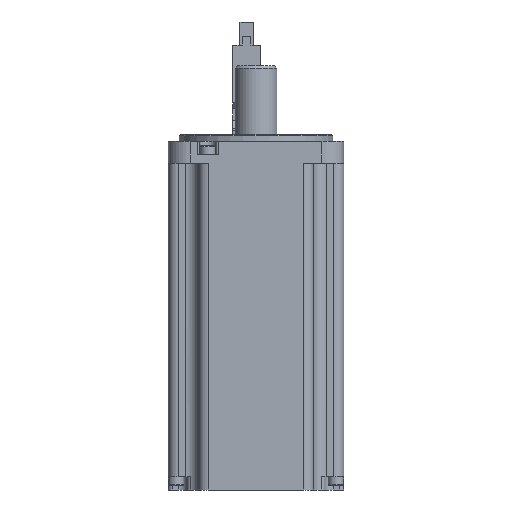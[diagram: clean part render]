
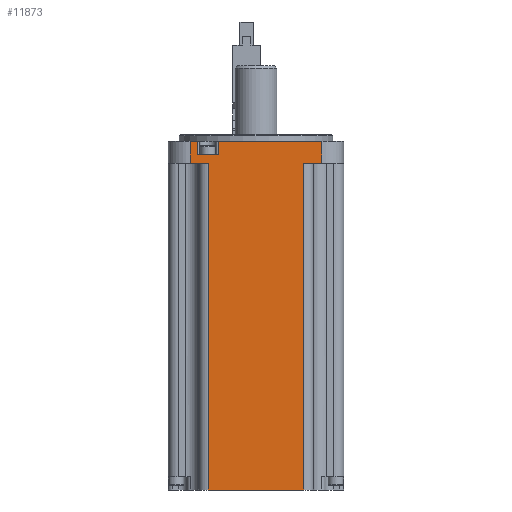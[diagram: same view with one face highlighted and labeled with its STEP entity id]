
A CAD part, front view. The second image highlights one B-rep face of the part: STEP entity #11873.
In plain terms, the highlighted planar face has unit normal (0, -1, 0).
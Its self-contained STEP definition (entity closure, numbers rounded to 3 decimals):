
#833=ORIENTED_EDGE('',*,*,#3232,.F.);
#834=ORIENTED_EDGE('',*,*,#3233,.T.);
#835=ORIENTED_EDGE('',*,*,#3209,.F.);
#836=ORIENTED_EDGE('',*,*,#3234,.T.);
#837=ORIENTED_EDGE('',*,*,#3235,.F.);
#838=ORIENTED_EDGE('',*,*,#3236,.F.);
#839=ORIENTED_EDGE('',*,*,#3237,.T.);
#840=ORIENTED_EDGE('',*,*,#3238,.T.);
#841=ORIENTED_EDGE('',*,*,#3239,.F.);
#842=ORIENTED_EDGE('',*,*,#3240,.F.);
#843=ORIENTED_EDGE('',*,*,#3215,.F.);
#844=ORIENTED_EDGE('',*,*,#3241,.F.);
#3209=EDGE_CURVE('',#4405,#4406,#5183,.T.);
#3215=EDGE_CURVE('',#4411,#4412,#5186,.T.);
#3232=EDGE_CURVE('',#4423,#4424,#5192,.T.);
#3233=EDGE_CURVE('',#4423,#4406,#5193,.T.);
#3234=EDGE_CURVE('',#4405,#4425,#5194,.T.);
#3235=EDGE_CURVE('',#4426,#4425,#5195,.T.);
#3236=EDGE_CURVE('',#4427,#4426,#5196,.T.);
#3237=EDGE_CURVE('',#4427,#4428,#5197,.T.);
#3238=EDGE_CURVE('',#4428,#4429,#5198,.T.);
#3239=EDGE_CURVE('',#4430,#4429,#5199,.T.);
#3240=EDGE_CURVE('',#4412,#4430,#5200,.T.);
#3241=EDGE_CURVE('',#4424,#4411,#5201,.T.);
#4405=VERTEX_POINT('',#16267);
#4406=VERTEX_POINT('',#16269);
#4411=VERTEX_POINT('',#16279);
#4412=VERTEX_POINT('',#16281);
#4423=VERTEX_POINT('',#16310);
#4424=VERTEX_POINT('',#16311);
#4425=VERTEX_POINT('',#16314);
#4426=VERTEX_POINT('',#16316);
#4427=VERTEX_POINT('',#16318);
#4428=VERTEX_POINT('',#16320);
#4429=VERTEX_POINT('',#16322);
#4430=VERTEX_POINT('',#16324);
#5183=LINE('',#16268,#6081);
#5186=LINE('',#16280,#6084);
#5192=LINE('',#16309,#6090);
#5193=LINE('',#16312,#6091);
#5194=LINE('',#16313,#6092);
#5195=LINE('',#16315,#6093);
#5196=LINE('',#16317,#6094);
#5197=LINE('',#16319,#6095);
#5198=LINE('',#16321,#6096);
#5199=LINE('',#16323,#6097);
#5200=LINE('',#16325,#6098);
#5201=LINE('',#16326,#6099);
#6081=VECTOR('',#13577,1000.);
#6084=VECTOR('',#13586,1000.);
#6090=VECTOR('',#13616,1000.);
#6091=VECTOR('',#13617,1000.);
#6092=VECTOR('',#13618,1000.);
#6093=VECTOR('',#13619,1000.);
#6094=VECTOR('',#13620,1000.);
#6095=VECTOR('',#13621,1000.);
#6096=VECTOR('',#13622,1000.);
#6097=VECTOR('',#13623,1000.);
#6098=VECTOR('',#13624,1000.);
#6099=VECTOR('',#13625,1000.);
#6834=EDGE_LOOP('',(#833,#834,#835,#836,#837,#838,#839,#840,#841,#842,#843,
#844));
#7458=FACE_BOUND('',#6834,.T.);
#8046=PLANE('',#12467);
#11873=ADVANCED_FACE('',(#7458),#8046,.T.);
#12467=AXIS2_PLACEMENT_3D('',#16308,#13614,#13615);
#13577=DIRECTION('',(1.,0.,0.));
#13586=DIRECTION('',(1.,0.,0.));
#13614=DIRECTION('',(0.,-1.,0.));
#13615=DIRECTION('',(0.,0.,-1.));
#13616=DIRECTION('',(1.,0.,0.));
#13617=DIRECTION('',(0.,0.,1.));
#13618=DIRECTION('',(0.,0.,-1.));
#13619=DIRECTION('',(-1.,0.,0.));
#13620=DIRECTION('',(0.,0.,1.));
#13621=DIRECTION('',(1.,0.,0.));
#13622=DIRECTION('',(0.,0.,1.));
#13623=DIRECTION('',(-1.,0.,0.));
#13624=DIRECTION('',(0.,0.,-1.));
#13625=DIRECTION('',(0.,0.,1.));
#16267=CARTESIAN_POINT('',(-30.,-40.,0.));
#16268=CARTESIAN_POINT('',(-40.,-40.,0.));
#16269=CARTESIAN_POINT('',(-26.742,-40.,0.));
#16279=CARTESIAN_POINT('',(-17.242,-40.,0.));
#16280=CARTESIAN_POINT('',(-40.,-40.,0.));
#16281=CARTESIAN_POINT('',(30.,-40.,0.));
#16308=CARTESIAN_POINT('',(-40.,-40.,-159.));
#16309=CARTESIAN_POINT('',(-26.742,-40.,-6.));
#16310=CARTESIAN_POINT('',(-26.742,-40.,-6.));
#16311=CARTESIAN_POINT('',(-17.242,-40.,-6.));
#16312=CARTESIAN_POINT('',(-26.742,-40.,-6.));
#16313=CARTESIAN_POINT('',(-30.,-40.,0.));
#16314=CARTESIAN_POINT('',(-30.,-40.,-10.));
#16315=CARTESIAN_POINT('',(-40.,-40.,-10.));
#16316=CARTESIAN_POINT('',(-21.75,-40.,-10.));
#16317=CARTESIAN_POINT('',(-21.75,-40.,-159.));
#16318=CARTESIAN_POINT('',(-21.75,-40.,-159.));
#16319=CARTESIAN_POINT('',(-40.,-40.,-159.));
#16320=CARTESIAN_POINT('',(21.75,-40.,-159.));
#16321=CARTESIAN_POINT('',(21.75,-40.,-159.));
#16322=CARTESIAN_POINT('',(21.75,-40.,-10.));
#16323=CARTESIAN_POINT('',(-40.,-40.,-10.));
#16324=CARTESIAN_POINT('',(30.,-40.,-10.));
#16325=CARTESIAN_POINT('',(30.,-40.,0.));
#16326=CARTESIAN_POINT('',(-17.242,-40.,-6.));
